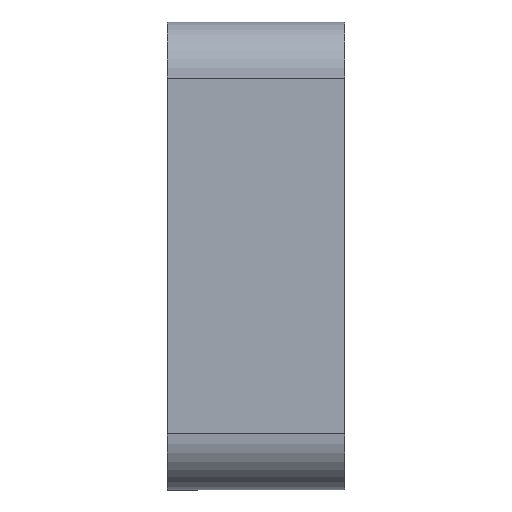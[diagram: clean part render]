
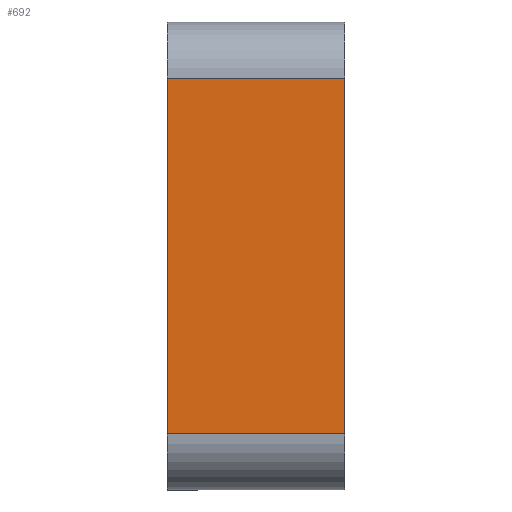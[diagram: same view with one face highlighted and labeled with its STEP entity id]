
A CAD part, left-side view. The second image highlights one B-rep face of the part: STEP entity #692.
In plain terms, the highlighted planar face has unit normal (-1, 0, 0).
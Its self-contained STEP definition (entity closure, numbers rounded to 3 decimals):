
#7 = VERTEX_POINT ( 'NONE', #723 ) ;
#159 = CARTESIAN_POINT ( 'NONE',  ( -37.5, 0., 0. ) ) ;
#173 = DIRECTION ( 'NONE',  ( 0., 0., 1. ) ) ;
#176 = DIRECTION ( 'NONE',  ( -1., 0., 0. ) ) ;
#180 = ORIENTED_EDGE ( 'NONE', *, *, #821, .F. ) ;
#195 = ORIENTED_EDGE ( 'NONE', *, *, #632, .F. ) ;
#203 = CARTESIAN_POINT ( 'NONE',  ( -37.5, -9.5, 0. ) ) ;
#218 = LINE ( 'NONE', #898, #229 ) ;
#229 = VECTOR ( 'NONE', #742, 1000. ) ;
#250 = CARTESIAN_POINT ( 'NONE',  ( -37.5, -9.5, 0. ) ) ;
#300 = EDGE_CURVE ( 'NONE', #932, #7, #552, .T. ) ;
#356 = ORIENTED_EDGE ( 'NONE', *, *, #300, .T. ) ;
#358 = EDGE_LOOP ( 'NONE', ( #195, #180, #356, #800 ) ) ;
#429 = VECTOR ( 'NONE', #951, 1000. ) ;
#433 = VERTEX_POINT ( 'NONE', #529 ) ;
#437 = DIRECTION ( 'NONE',  ( 0., 0., 1. ) ) ;
#475 = CARTESIAN_POINT ( 'NONE',  ( -37.5, -9.5, 9.5 ) ) ;
#486 = AXIS2_PLACEMENT_3D ( 'NONE', #250, #176, #173 ) ;
#529 = CARTESIAN_POINT ( 'NONE',  ( -37.5, 0., -9.5 ) ) ;
#552 = LINE ( 'NONE', #203, #666 ) ;
#632 = EDGE_CURVE ( 'NONE', #433, #879, #819, .T. ) ;
#666 = VECTOR ( 'NONE', #437, 1000. ) ;
#692 = ADVANCED_FACE ( 'NONE', ( #994 ), #802, .T. ) ;
#706 = DIRECTION ( 'NONE',  ( 0., 0., 1. ) ) ;
#723 = CARTESIAN_POINT ( 'NONE',  ( -37.5, -9.5, 9.5 ) ) ;
#742 = DIRECTION ( 'NONE',  ( 0., 1., 0. ) ) ;
#762 = EDGE_CURVE ( 'NONE', #7, #879, #807, .T. ) ;
#800 = ORIENTED_EDGE ( 'NONE', *, *, #762, .T. ) ;
#802 = PLANE ( 'NONE',  #486 ) ;
#807 = LINE ( 'NONE', #475, #429 ) ;
#819 = LINE ( 'NONE', #159, #926 ) ;
#821 = EDGE_CURVE ( 'NONE', #932, #433, #218, .T. ) ;
#825 = CARTESIAN_POINT ( 'NONE',  ( -37.5, 0., 9.5 ) ) ;
#879 = VERTEX_POINT ( 'NONE', #825 ) ;
#898 = CARTESIAN_POINT ( 'NONE',  ( -37.5, -9.5, -9.5 ) ) ;
#926 = VECTOR ( 'NONE', #706, 1000. ) ;
#932 = VERTEX_POINT ( 'NONE', #991 ) ;
#951 = DIRECTION ( 'NONE',  ( 0., 1., 0. ) ) ;
#991 = CARTESIAN_POINT ( 'NONE',  ( -37.5, -9.5, -9.5 ) ) ;
#994 = FACE_OUTER_BOUND ( 'NONE', #358, .T. ) ;
